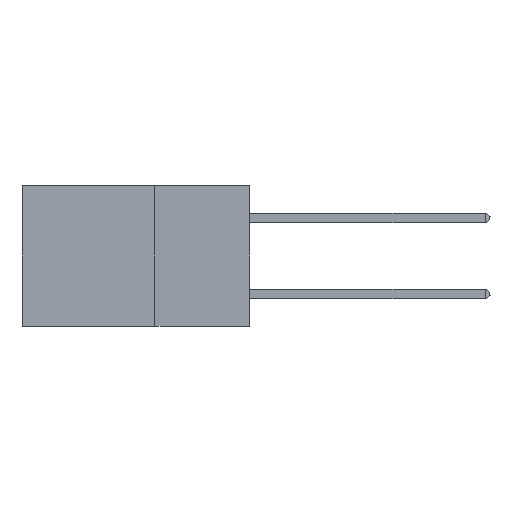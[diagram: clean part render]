
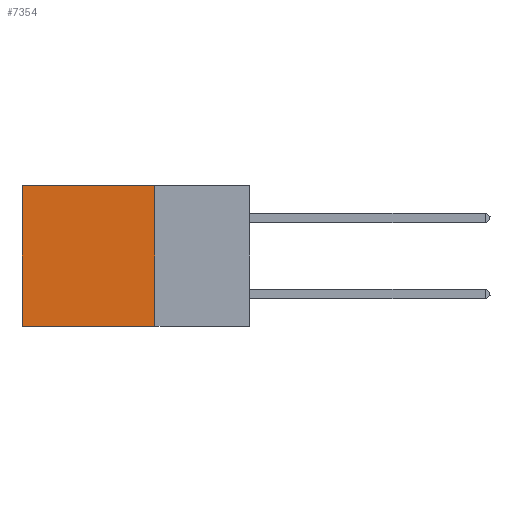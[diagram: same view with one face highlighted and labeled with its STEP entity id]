
A CAD part, left-side view. The second image highlights one B-rep face of the part: STEP entity #7354.
In plain terms, the highlighted planar face has unit normal (-1, 0, 0).
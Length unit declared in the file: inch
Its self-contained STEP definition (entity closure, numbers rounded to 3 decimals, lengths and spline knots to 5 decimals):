
#1985 = CARTESIAN_POINT ( 'NONE',  ( 0.2875, 0.25, 0. ) ) ;
#2000 = CARTESIAN_POINT ( 'NONE',  ( 0.2875, 0.25, -0.37 ) ) ;
#2376 = EDGE_CURVE ( 'NONE', #8153, #24289, #18517, .T. ) ;
#3988 = DIRECTION ( 'NONE',  ( 1., 0., 0. ) ) ;
#4135 = EDGE_CURVE ( 'NONE', #24453, #8153, #17196, .T. ) ;
#5453 = LINE ( 'NONE', #15021, #20317 ) ;
#6817 = CARTESIAN_POINT ( 'NONE',  ( 0.2875, 0.6, 0. ) ) ;
#7354 = ADVANCED_FACE ( 'NONE', ( #7356 ), #13669, .F. ) ;
#7356 = FACE_OUTER_BOUND ( 'NONE', #9941, .T. ) ;
#7950 = CARTESIAN_POINT ( 'NONE',  ( 0.2875, 0.6, 0. ) ) ;
#8028 = DIRECTION ( 'NONE',  ( 0., 0., -1. ) ) ;
#8153 = VERTEX_POINT ( 'NONE', #2000 ) ;
#8995 = LINE ( 'NONE', #7950, #18735 ) ;
#9482 = ORIENTED_EDGE ( 'NONE', *, *, #2376, .F. ) ;
#9941 = EDGE_LOOP ( 'NONE', ( #17168, #9482, #10347, #16371 ) ) ;
#10347 = ORIENTED_EDGE ( 'NONE', *, *, #4135, .F. ) ;
#13064 = DIRECTION ( 'NONE',  ( 0., 0., -1. ) ) ;
#13078 = DIRECTION ( 'NONE',  ( 0., 1., 0. ) ) ;
#13126 = CARTESIAN_POINT ( 'NONE',  ( 0.2875, 0.25, 0. ) ) ;
#13335 = VECTOR ( 'NONE', #23782, 39.37008 ) ;
#13669 = PLANE ( 'NONE',  #14517 ) ;
#14517 = AXIS2_PLACEMENT_3D ( 'NONE', #1985, #3988, #17586 ) ;
#15021 = CARTESIAN_POINT ( 'NONE',  ( 0.2875, 0.25, 0. ) ) ;
#15598 = VERTEX_POINT ( 'NONE', #6817 ) ;
#16371 = ORIENTED_EDGE ( 'NONE', *, *, #23112, .T. ) ;
#17168 = ORIENTED_EDGE ( 'NONE', *, *, #24734, .T. ) ;
#17196 = LINE ( 'NONE', #13126, #21698 ) ;
#17586 = DIRECTION ( 'NONE',  ( 0., 0., -1. ) ) ;
#18314 = CARTESIAN_POINT ( 'NONE',  ( 0.2875, 0.6, -0.37 ) ) ;
#18517 = LINE ( 'NONE', #24478, #13335 ) ;
#18735 = VECTOR ( 'NONE', #8028, 39.37008 ) ;
#20317 = VECTOR ( 'NONE', #13078, 39.37008 ) ;
#20751 = CARTESIAN_POINT ( 'NONE',  ( 0.2875, 0.25, 0. ) ) ;
#21698 = VECTOR ( 'NONE', #13064, 39.37008 ) ;
#23112 = EDGE_CURVE ( 'NONE', #24453, #15598, #5453, .T. ) ;
#23782 = DIRECTION ( 'NONE',  ( 0., 1., 0. ) ) ;
#24289 = VERTEX_POINT ( 'NONE', #18314 ) ;
#24453 = VERTEX_POINT ( 'NONE', #20751 ) ;
#24478 = CARTESIAN_POINT ( 'NONE',  ( 0.2875, 0.25, -0.37 ) ) ;
#24734 = EDGE_CURVE ( 'NONE', #15598, #24289, #8995, .T. ) ;
